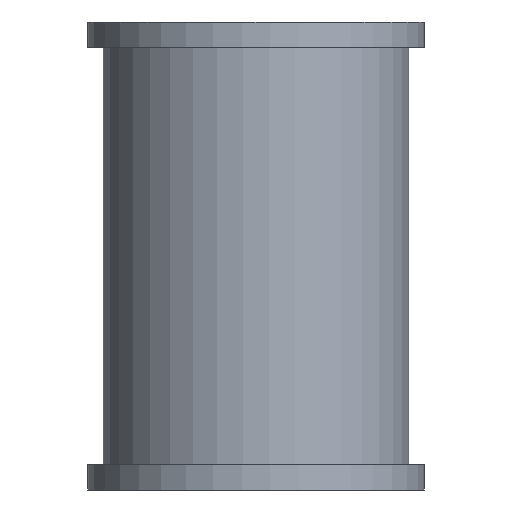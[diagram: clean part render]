
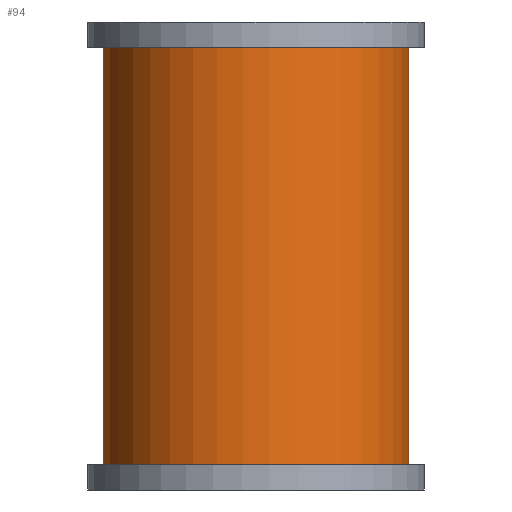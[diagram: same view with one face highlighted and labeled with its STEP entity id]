
A CAD part, front view. The second image highlights one B-rep face of the part: STEP entity #94.
In plain terms, the highlighted cylindrical face has radius 9.14 mm (diameter 18.28 mm), a partial arc.
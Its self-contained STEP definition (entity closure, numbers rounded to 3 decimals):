
#94 = ADVANCED_FACE( '', ( #140 ), #141, .T. );
#140 = FACE_OUTER_BOUND( '', #192, .T. );
#141 = CYLINDRICAL_SURFACE( '', #193, 9.14 );
#192 = EDGE_LOOP( '', ( #371, #372, #373, #374 ) );
#193 = AXIS2_PLACEMENT_3D( '', #375, #376, #377 );
#371 = ORIENTED_EDGE( '', *, *, #456, .F. );
#372 = ORIENTED_EDGE( '', *, *, #495, .T. );
#373 = ORIENTED_EDGE( '', *, *, #432, .T. );
#374 = ORIENTED_EDGE( '', *, *, #496, .T. );
#375 = CARTESIAN_POINT( '', ( 0., 0., -25. ) );
#376 = DIRECTION( '', ( 0., 0., -1. ) );
#377 = DIRECTION( '', ( -0.441, -0.898, 0. ) );
#432 = EDGE_CURVE( '', #508, #509, #510, .T. );
#456 = EDGE_CURVE( '', #551, #553, #554, .T. );
#495 = EDGE_CURVE( '', #551, #508, #615, .F. );
#496 = EDGE_CURVE( '', #509, #553, #616, .T. );
#508 = VERTEX_POINT( '', #632 );
#509 = VERTEX_POINT( '', #633 );
#510 = CIRCLE( '', #634, 9.14 );
#551 = VERTEX_POINT( '', #692 );
#553 = VERTEX_POINT( '', #694 );
#554 = CIRCLE( '', #695, 9.14 );
#615 = LINE( '', #779, #780 );
#616 = LINE( '', #781, #782 );
#632 = CARTESIAN_POINT( '', ( -5.647, 7.187, -25. ) );
#633 = CARTESIAN_POINT( '', ( 5.647, 7.187, -25. ) );
#634 = AXIS2_PLACEMENT_3D( '', #792, #793, #794 );
#692 = CARTESIAN_POINT( '', ( -5.647, 7.187, 0. ) );
#694 = CARTESIAN_POINT( '', ( 5.647, 7.187, 0. ) );
#695 = AXIS2_PLACEMENT_3D( '', #830, #831, #832 );
#779 = CARTESIAN_POINT( '', ( -5.647, 7.187, -25. ) );
#780 = VECTOR( '', #901, 1000. );
#781 = CARTESIAN_POINT( '', ( 5.647, 7.187, -25. ) );
#782 = VECTOR( '', #902, 1000. );
#792 = CARTESIAN_POINT( '', ( 0., 0., -25. ) );
#793 = DIRECTION( '', ( 0., 0., 1. ) );
#794 = DIRECTION( '', ( 1., 0., 0. ) );
#830 = CARTESIAN_POINT( '', ( 0., 0., 0. ) );
#831 = DIRECTION( '', ( 0., 0., 1. ) );
#832 = DIRECTION( '', ( 1., 0., 0. ) );
#901 = DIRECTION( '', ( 0., 0., 1. ) );
#902 = DIRECTION( '', ( 0., 0., 1. ) );
